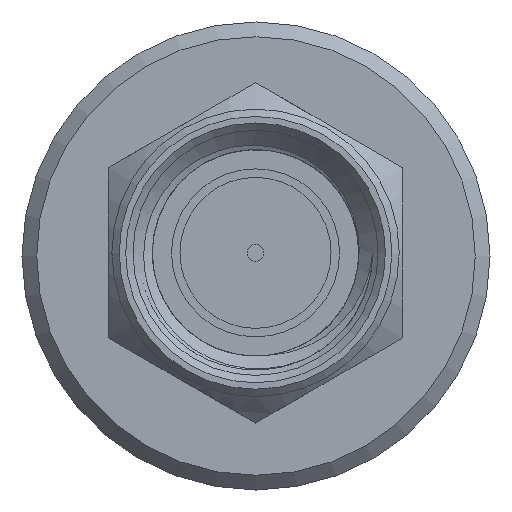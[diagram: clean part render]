
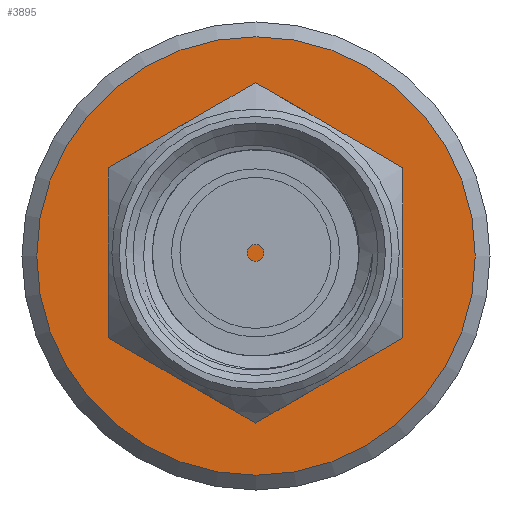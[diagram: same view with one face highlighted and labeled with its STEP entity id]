
A CAD part, left-side view. The second image highlights one B-rep face of the part: STEP entity #3895.
In plain terms, the highlighted planar face has unit normal (-1, 0, 0).
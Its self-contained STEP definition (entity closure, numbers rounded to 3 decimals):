
#1111=FACE_OUTER_BOUND('',#1358,.T.);
#1358=EDGE_LOOP('',(#3607));
#1492=CIRCLE('',#4245,5.95);
#1867=VERTEX_POINT('',#22846);
#2446=EDGE_CURVE('',#1867,#1867,#1492,.T.);
#3607=ORIENTED_EDGE('',*,*,#2446,.F.);
#3673=PLANE('',#4246);
#3895=ADVANCED_FACE('',(#1111),#3673,.T.);
#4245=AXIS2_PLACEMENT_3D('',#22847,#5038,#5039);
#4246=AXIS2_PLACEMENT_3D('',#22849,#5041,#5042);
#5038=DIRECTION('center_axis',(1.,0.,0.));
#5039=DIRECTION('ref_axis',(0.,0.,1.));
#5041=DIRECTION('center_axis',(-1.,0.,0.));
#5042=DIRECTION('ref_axis',(0.,0.,1.));
#22846=CARTESIAN_POINT('',(0.,0.,-5.95));
#22847=CARTESIAN_POINT('Origin',(0.,0.,0.));
#22849=CARTESIAN_POINT('Origin',(0.,0.,0.));
